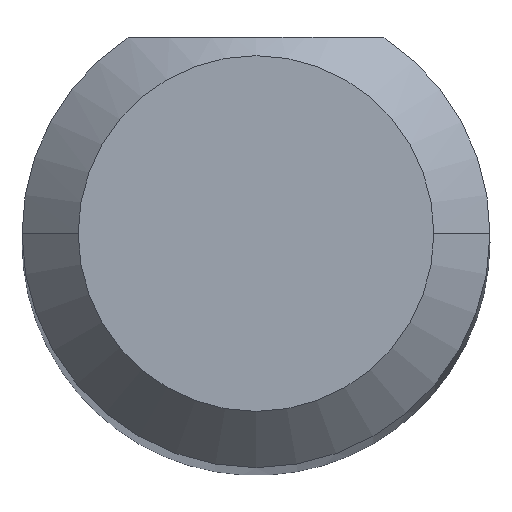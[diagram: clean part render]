
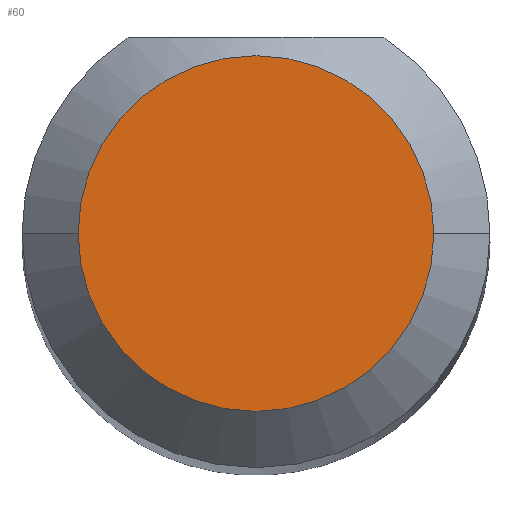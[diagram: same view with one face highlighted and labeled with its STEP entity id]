
A CAD part, top view. The second image highlights one B-rep face of the part: STEP entity #60.
In plain terms, the highlighted planar face has unit normal (0, 0, 1).
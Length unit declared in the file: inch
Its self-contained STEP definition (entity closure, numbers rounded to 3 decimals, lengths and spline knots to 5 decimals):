
#5 = EDGE_CURVE ( 'NONE', #246, #72, #174, .T. ) ;
#18 = ORIENTED_EDGE ( 'NONE', *, *, #5, .T. ) ;
#50 = EDGE_CURVE ( 'NONE', #72, #246, #304, .T. ) ;
#60 = ADVANCED_FACE ( 'NONE', ( #358 ), #524, .T. ) ;
#72 = VERTEX_POINT ( 'NONE', #320 ) ;
#93 = AXIS2_PLACEMENT_3D ( 'NONE', #264, #434, #146 ) ;
#100 = DIRECTION ( 'NONE',  ( 1., 0., 0. ) ) ;
#109 = DIRECTION ( 'NONE',  ( 0., 0., 1. ) ) ;
#133 = CARTESIAN_POINT ( 'NONE',  ( 0., 0., 1.5 ) ) ;
#146 = DIRECTION ( 'NONE',  ( 1., 0., 0. ) ) ;
#171 = DIRECTION ( 'NONE',  ( 1., 0., 0. ) ) ;
#174 = CIRCLE ( 'NONE', #211, 0.0475 ) ;
#211 = AXIS2_PLACEMENT_3D ( 'NONE', #486, #109, #171 ) ;
#246 = VERTEX_POINT ( 'NONE', #427 ) ;
#253 = EDGE_LOOP ( 'NONE', ( #329, #18 ) ) ;
#264 = CARTESIAN_POINT ( 'NONE',  ( 0., 0., 1.5 ) ) ;
#304 = CIRCLE ( 'NONE', #371, 0.0475 ) ;
#320 = CARTESIAN_POINT ( 'NONE',  ( -0.0475, 0., 1.5 ) ) ;
#329 = ORIENTED_EDGE ( 'NONE', *, *, #50, .T. ) ;
#358 = FACE_OUTER_BOUND ( 'NONE', #253, .T. ) ;
#371 = AXIS2_PLACEMENT_3D ( 'NONE', #133, #512, #100 ) ;
#427 = CARTESIAN_POINT ( 'NONE',  ( 0.0475, 0., 1.5 ) ) ;
#434 = DIRECTION ( 'NONE',  ( 0., 0., 1. ) ) ;
#486 = CARTESIAN_POINT ( 'NONE',  ( 0., 0., 1.5 ) ) ;
#512 = DIRECTION ( 'NONE',  ( 0., 0., 1. ) ) ;
#524 = PLANE ( 'NONE',  #93 ) ;
